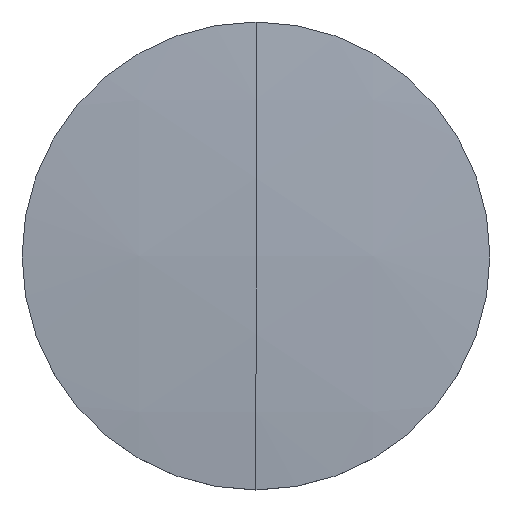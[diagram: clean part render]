
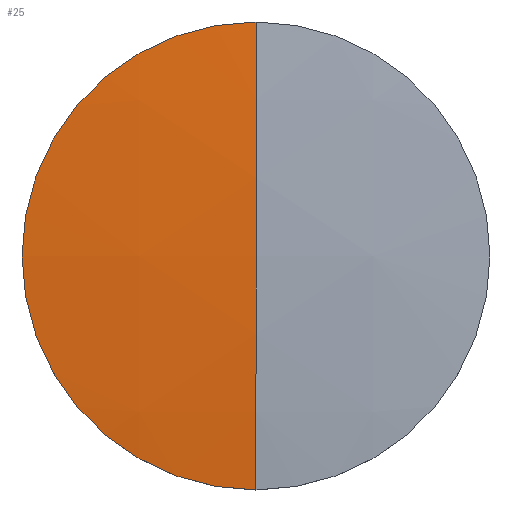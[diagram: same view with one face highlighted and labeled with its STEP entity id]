
A CAD part, top view. The second image highlights one B-rep face of the part: STEP entity #25.
In plain terms, the highlighted spherical face has radius 257.54 mm.
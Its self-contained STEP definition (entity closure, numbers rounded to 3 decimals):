
#2 = ORIENTED_EDGE ( 'NONE', *, *, #19, .T. ) ;
#8 = ORIENTED_EDGE ( 'NONE', *, *, #32, .T. ) ;
#12 = VERTEX_POINT ( 'NONE', #69 ) ;
#15 = ORIENTED_EDGE ( 'NONE', *, *, #16, .F. ) ;
#16 = EDGE_CURVE ( 'NONE', #40, #24, #112, .T. ) ;
#19 = EDGE_CURVE ( 'NONE', #35, #24, #154, .T. ) ;
#23 = ORIENTED_EDGE ( 'NONE', *, *, #34, .T. ) ;
#24 = VERTEX_POINT ( 'NONE', #161 ) ;
#25 = ADVANCED_FACE ( 'NONE', ( #163 ), #171, .T. ) ;
#32 = EDGE_CURVE ( 'NONE', #40, #12, #160, .T. ) ;
#34 = EDGE_CURVE ( 'NONE', #12, #35, #107, .T. ) ;
#35 = VERTEX_POINT ( 'NONE', #202 ) ;
#36 = EDGE_LOOP ( 'NONE', ( #8, #23, #2, #15 ) ) ;
#40 = VERTEX_POINT ( 'NONE', #196 ) ;
#69 = CARTESIAN_POINT ( 'NONE',  ( -25.4, 0., 0.869 ) ) ;
#107 = CIRCLE ( 'NONE', #109, 25.4 ) ;
#108 = AXIS2_PLACEMENT_3D ( 'NONE', #113, #115, #116 ) ;
#109 = AXIS2_PLACEMENT_3D ( 'NONE', #110, #119, #118 ) ;
#110 = CARTESIAN_POINT ( 'NONE',  ( 0., 0., 0.869 ) ) ;
#112 = CIRCLE ( 'NONE', #108, 257.54 ) ;
#113 = CARTESIAN_POINT ( 'NONE',  ( 0., 0., -255.415 ) ) ;
#115 = DIRECTION ( 'NONE',  ( 1., 0., 0. ) ) ;
#116 = DIRECTION ( 'NONE',  ( 0., 0., -1. ) ) ;
#118 = DIRECTION ( 'NONE',  ( 1., 0., 0. ) ) ;
#119 = DIRECTION ( 'NONE',  ( 0., 0., 1. ) ) ;
#138 = CARTESIAN_POINT ( 'NONE',  ( 0., 0., -255.415 ) ) ;
#144 = DIRECTION ( 'NONE',  ( -1., 0., 0. ) ) ;
#153 = AXIS2_PLACEMENT_3D ( 'NONE', #138, #144, #156 ) ;
#154 = CIRCLE ( 'NONE', #153, 257.54 ) ;
#156 = DIRECTION ( 'NONE',  ( 0., -1., 0. ) ) ;
#159 = AXIS2_PLACEMENT_3D ( 'NONE', #176, #175, #174 ) ;
#160 = CIRCLE ( 'NONE', #159, 25.4 ) ;
#161 = CARTESIAN_POINT ( 'NONE',  ( 0., 0., 2.125 ) ) ;
#163 = FACE_OUTER_BOUND ( 'NONE', #36, .T. ) ;
#170 = AXIS2_PLACEMENT_3D ( 'NONE', #180, #179, #178 ) ;
#171 = SPHERICAL_SURFACE ( 'NONE', #170, 257.54 ) ;
#174 = DIRECTION ( 'NONE',  ( 1., 0., 0. ) ) ;
#175 = DIRECTION ( 'NONE',  ( 0., 0., 1. ) ) ;
#176 = CARTESIAN_POINT ( 'NONE',  ( 0., 0., 0.869 ) ) ;
#178 = DIRECTION ( 'NONE',  ( 0., 1., 0. ) ) ;
#179 = DIRECTION ( 'NONE',  ( -1., 0., 0. ) ) ;
#180 = CARTESIAN_POINT ( 'NONE',  ( 0., 0., -255.415 ) ) ;
#196 = CARTESIAN_POINT ( 'NONE',  ( 0., 25.4, 0.869 ) ) ;
#202 = CARTESIAN_POINT ( 'NONE',  ( 0., -25.4, 0.869 ) ) ;
